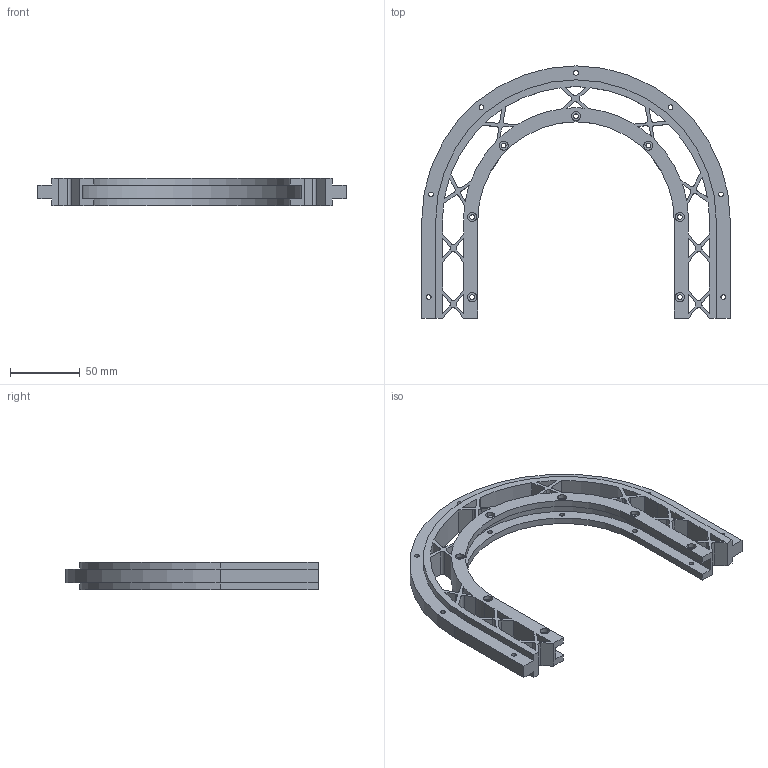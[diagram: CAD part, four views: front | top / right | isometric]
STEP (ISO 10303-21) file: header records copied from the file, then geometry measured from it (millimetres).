
FILE_DESCRIPTION (( 'STEP AP214' ), '1' );
FILE_NAME ('TPU Flex.STEP', '2025-11-09T19:02:02', ( '' ), ( '' ), 'SwSTEP 2.0', 'SolidWorks 2025', '' );
FILE_SCHEMA (( 'AUTOMOTIVE_DESIGN' ));
Length unit declared in the file: millimetre
Products named in the file (1): TPU Flex
Bounding box: 220.4 x 180.2 x 20 mm (x, y, z)
Volume: 152261.2 mm3; surface area: 76320.8 mm2
Topology: 1 solids, 1 shells, 246 faces, 711 edges, 474 vertices
Faces by surface type: cylinder 129, plane 117
Entity records: 8384 total; most frequent: DIRECTION 1463, CARTESIAN_POINT 1432, ORIENTED_EDGE 1422, EDGE_CURVE 711, AXIS2_PLACEMENT_3D 505, VERTEX_POINT 474, LINE 453, VECTOR 453
